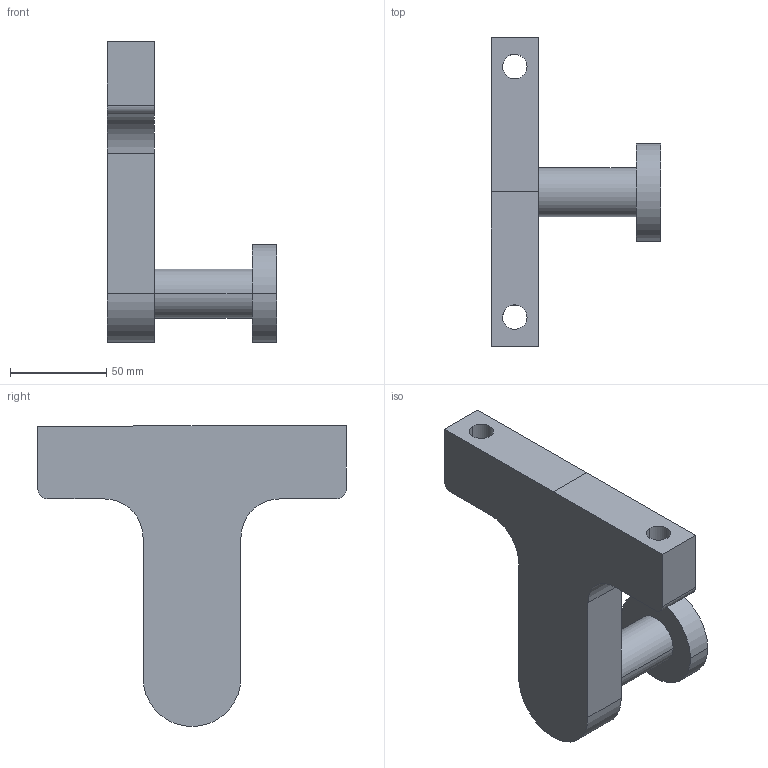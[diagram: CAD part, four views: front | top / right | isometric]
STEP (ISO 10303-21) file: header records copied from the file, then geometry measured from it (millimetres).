
FILE_DESCRIPTION(('CATIA V5 STEP Exchange'),'2;1');
FILE_NAME('Traction Support.stp','2018-03-08T00:36:22+00:00',('none'),('none'),'CATIA Version 5 Release 20 GA (IN-10)','CATIA V5 STEP AP203','none');
FILE_SCHEMA(('CONFIG_CONTROL_DESIGN'));
Length unit declared in the file: millimetre
Products named in the file (1): Clamps
Bounding box: 87.9 x 160 x 156.17 mm (x, y, z)
Volume: 333305.5 mm3; surface area: 49886.8 mm2
Topology: 1 solids, 1 shells, 25 faces, 63 edges, 42 vertices
Faces by surface type: plane 12, cylinder 9, extrusion 4
Entity records: 843 total; most frequent: CARTESIAN_POINT 195, ORIENTED_EDGE 126, DIRECTION 109, EDGE_CURVE 63, AXIS2_PLACEMENT_3D 44, VERTEX_POINT 42, VECTOR 41, LINE 37
